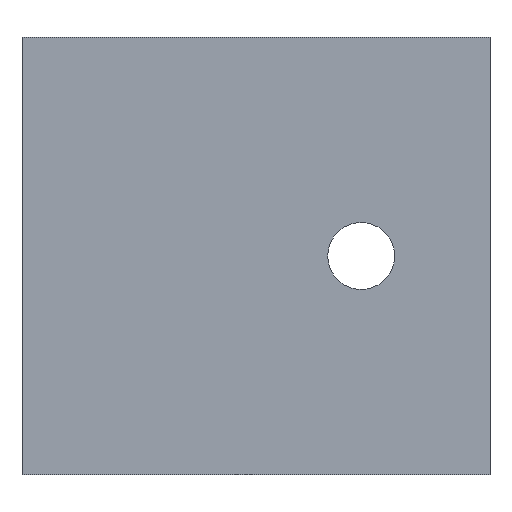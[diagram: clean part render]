
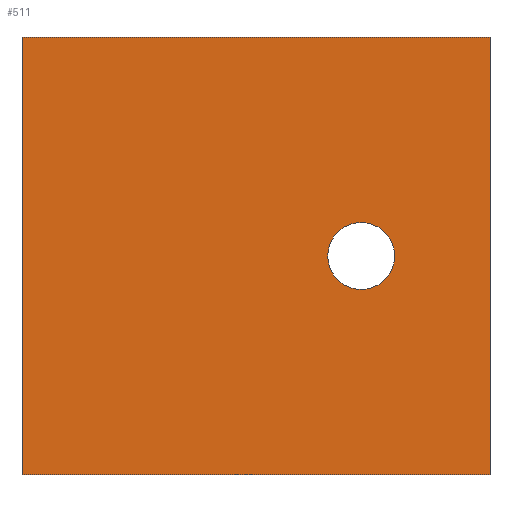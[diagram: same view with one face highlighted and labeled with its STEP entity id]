
A CAD part, front view. The second image highlights one B-rep face of the part: STEP entity #511.
In plain terms, the highlighted planar face has unit normal (0, -1, 0).
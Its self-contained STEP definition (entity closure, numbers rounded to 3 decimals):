
#20=FACE_BOUND('',#98,.T.);
#42=PLANE('',#544);
#67=FACE_OUTER_BOUND('',#97,.T.);
#97=EDGE_LOOP('',(#479,#480,#481,#482));
#98=EDGE_LOOP('',(#483));
#154=LINE('',#799,#217);
#157=LINE('',#804,#220);
#159=LINE('',#808,#222);
#161=LINE('',#811,#224);
#217=VECTOR('',#656,10.);
#220=VECTOR('',#661,10.);
#222=VECTOR('',#665,10.);
#224=VECTOR('',#669,10.);
#230=CIRCLE('',#539,1.95);
#272=VERTEX_POINT('',#793);
#273=VERTEX_POINT('',#797);
#274=VERTEX_POINT('',#798);
#275=VERTEX_POINT('',#803);
#276=VERTEX_POINT('',#807);
#336=EDGE_CURVE('',#272,#272,#230,.T.);
#338=EDGE_CURVE('',#273,#274,#154,.T.);
#341=EDGE_CURVE('',#275,#273,#157,.T.);
#343=EDGE_CURVE('',#276,#275,#159,.T.);
#345=EDGE_CURVE('',#274,#276,#161,.T.);
#479=ORIENTED_EDGE('',*,*,#345,.F.);
#480=ORIENTED_EDGE('',*,*,#338,.F.);
#481=ORIENTED_EDGE('',*,*,#341,.F.);
#482=ORIENTED_EDGE('',*,*,#343,.F.);
#483=ORIENTED_EDGE('',*,*,#336,.T.);
#511=ADVANCED_FACE('',(#67,#20),#42,.F.);
#539=AXIS2_PLACEMENT_3D('',#794,#651,#652);
#544=AXIS2_PLACEMENT_3D('',#812,#670,#671);
#651=DIRECTION('center_axis',(0.,1.,0.));
#652=DIRECTION('ref_axis',(1.,0.,0.));
#656=DIRECTION('',(-1.,0.,0.));
#661=DIRECTION('',(0.,0.,-1.));
#665=DIRECTION('',(1.,0.,0.));
#669=DIRECTION('',(0.,0.,1.));
#670=DIRECTION('center_axis',(0.,1.,0.));
#671=DIRECTION('ref_axis',(1.,0.,0.));
#793=CARTESIAN_POINT('',(17.8,0.,-12.75));
#794=CARTESIAN_POINT('Origin',(19.75,0.,-12.75));
#797=CARTESIAN_POINT('',(27.25,0.,-25.5));
#798=CARTESIAN_POINT('',(0.,0.,-25.5));
#799=CARTESIAN_POINT('',(27.25,0.,-25.5));
#803=CARTESIAN_POINT('',(27.25,0.,0.));
#804=CARTESIAN_POINT('',(27.25,0.,0.));
#807=CARTESIAN_POINT('',(0.,0.,0.));
#808=CARTESIAN_POINT('',(0.,0.,0.));
#811=CARTESIAN_POINT('',(0.,0.,-25.5));
#812=CARTESIAN_POINT('Origin',(13.625,0.,-12.75));
